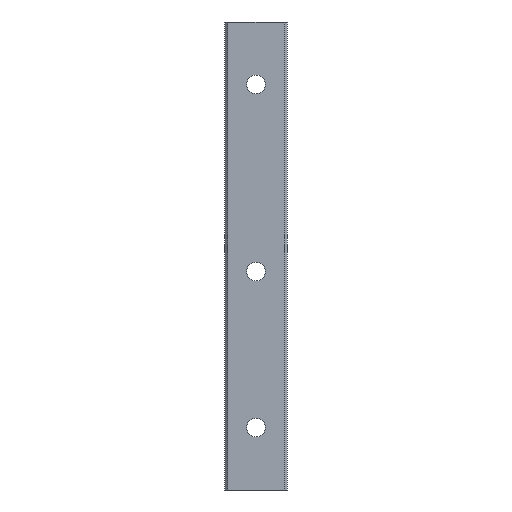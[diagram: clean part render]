
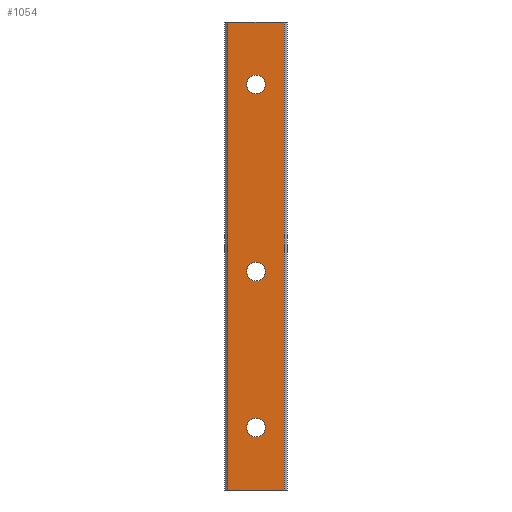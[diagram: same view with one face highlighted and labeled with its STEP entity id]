
A CAD part, front view. The second image highlights one B-rep face of the part: STEP entity #1054.
In plain terms, the highlighted planar face has unit normal (0, -1, 0).
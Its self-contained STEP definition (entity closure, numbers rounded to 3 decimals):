
#51 = ORIENTED_EDGE ( 'NONE', *, *, #1218, .F. ) ;
#64 = EDGE_CURVE ( 'NONE', #347, #1505, #1399, .T. ) ;
#78 = EDGE_CURVE ( 'NONE', #1378, #1911, #1261, .T. ) ;
#103 = EDGE_CURVE ( 'NONE', #220, #1816, #1761, .T. ) ;
#127 = CARTESIAN_POINT ( 'NONE',  ( -9., -14., 75. ) ) ;
#143 = CARTESIAN_POINT ( 'NONE',  ( 0., -14., -55. ) ) ;
#147 = EDGE_CURVE ( 'NONE', #1505, #347, #448, .T. ) ;
#208 = EDGE_CURVE ( 'NONE', #1695, #1154, #1000, .T. ) ;
#215 = DIRECTION ( 'NONE',  ( 0., 0., 1. ) ) ;
#220 = VERTEX_POINT ( 'NONE', #1344 ) ;
#223 = ORIENTED_EDGE ( 'NONE', *, *, #103, .T. ) ;
#245 = ORIENTED_EDGE ( 'NONE', *, *, #389, .T. ) ;
#254 = AXIS2_PLACEMENT_3D ( 'NONE', #986, #371, #1297 ) ;
#262 = CIRCLE ( 'NONE', #680, 3. ) ;
#298 = VERTEX_POINT ( 'NONE', #908 ) ;
#310 = VECTOR ( 'NONE', #1003, 1000. ) ;
#315 = CIRCLE ( 'NONE', #866, 3. ) ;
#327 = CARTESIAN_POINT ( 'NONE',  ( 0., -14., 52. ) ) ;
#347 = VERTEX_POINT ( 'NONE', #1367 ) ;
#371 = DIRECTION ( 'NONE',  ( 0., 1., 0. ) ) ;
#373 = DIRECTION ( 'NONE',  ( 0., 0., -1. ) ) ;
#378 = CARTESIAN_POINT ( 'NONE',  ( -9., -14., 75. ) ) ;
#389 = EDGE_CURVE ( 'NONE', #1911, #1378, #315, .T. ) ;
#448 = CIRCLE ( 'NONE', #1753, 3. ) ;
#503 = DIRECTION ( 'NONE',  ( 0., 0., 1. ) ) ;
#546 = VERTEX_POINT ( 'NONE', #1736 ) ;
#554 = ORIENTED_EDGE ( 'NONE', *, *, #78, .T. ) ;
#555 = EDGE_CURVE ( 'NONE', #546, #298, #906, .T. ) ;
#596 = ORIENTED_EDGE ( 'NONE', *, *, #147, .T. ) ;
#602 = EDGE_LOOP ( 'NONE', ( #554, #245 ) ) ;
#612 = LINE ( 'NONE', #689, #310 ) ;
#663 = FACE_BOUND ( 'NONE', #1885, .T. ) ;
#680 = AXIS2_PLACEMENT_3D ( 'NONE', #1423, #1869, #503 ) ;
#689 = CARTESIAN_POINT ( 'NONE',  ( 9., -14., 75. ) ) ;
#698 = CARTESIAN_POINT ( 'NONE',  ( 0., -14., 55. ) ) ;
#706 = ORIENTED_EDGE ( 'NONE', *, *, #208, .F. ) ;
#718 = ORIENTED_EDGE ( 'NONE', *, *, #1062, .T. ) ;
#742 = EDGE_LOOP ( 'NONE', ( #1216, #596 ) ) ;
#756 = FACE_BOUND ( 'NONE', #602, .T. ) ;
#761 = CARTESIAN_POINT ( 'NONE',  ( 0., -14., -52. ) ) ;
#778 = DIRECTION ( 'NONE',  ( 0., 0., 1. ) ) ;
#801 = DIRECTION ( 'NONE',  ( 0., 1., 0. ) ) ;
#830 = DIRECTION ( 'NONE',  ( 0., 0., 1. ) ) ;
#846 = DIRECTION ( 'NONE',  ( 0., 1., 0. ) ) ;
#866 = AXIS2_PLACEMENT_3D ( 'NONE', #143, #1678, #778 ) ;
#876 = CARTESIAN_POINT ( 'NONE',  ( 9., -14., -75. ) ) ;
#906 = CIRCLE ( 'NONE', #1547, 3. ) ;
#908 = CARTESIAN_POINT ( 'NONE',  ( 0., -14., -8. ) ) ;
#975 = AXIS2_PLACEMENT_3D ( 'NONE', #698, #978, #830 ) ;
#977 = DIRECTION ( 'NONE',  ( 0., 0., 1. ) ) ;
#978 = DIRECTION ( 'NONE',  ( 0., 1., 0. ) ) ;
#986 = CARTESIAN_POINT ( 'NONE',  ( 0., -14., -55. ) ) ;
#996 = FACE_OUTER_BOUND ( 'NONE', #1786, .T. ) ;
#1000 = LINE ( 'NONE', #127, #1150 ) ;
#1003 = DIRECTION ( 'NONE',  ( 0., 0., -1. ) ) ;
#1018 = VECTOR ( 'NONE', #373, 1000. ) ;
#1026 = DIRECTION ( 'NONE',  ( 1., 0., 0. ) ) ;
#1046 = FACE_BOUND ( 'NONE', #742, .T. ) ;
#1054 = ADVANCED_FACE ( 'NONE', ( #663, #756, #1046, #996 ), #1570, .F. ) ;
#1062 = EDGE_CURVE ( 'NONE', #298, #546, #262, .T. ) ;
#1140 = CARTESIAN_POINT ( 'NONE',  ( -9., -14., -75. ) ) ;
#1150 = VECTOR ( 'NONE', #1026, 1000. ) ;
#1154 = VERTEX_POINT ( 'NONE', #1871 ) ;
#1194 = EDGE_CURVE ( 'NONE', #1695, #220, #1328, .T. ) ;
#1216 = ORIENTED_EDGE ( 'NONE', *, *, #64, .T. ) ;
#1218 = EDGE_CURVE ( 'NONE', #1154, #1816, #612, .T. ) ;
#1261 = CIRCLE ( 'NONE', #254, 3. ) ;
#1282 = CARTESIAN_POINT ( 'NONE',  ( -9., -14., 75. ) ) ;
#1297 = DIRECTION ( 'NONE',  ( 0., 0., 1. ) ) ;
#1328 = LINE ( 'NONE', #1282, #1018 ) ;
#1344 = CARTESIAN_POINT ( 'NONE',  ( -9., -14., -75. ) ) ;
#1367 = CARTESIAN_POINT ( 'NONE',  ( 0., -14., 58. ) ) ;
#1378 = VERTEX_POINT ( 'NONE', #761 ) ;
#1399 = CIRCLE ( 'NONE', #975, 3. ) ;
#1423 = CARTESIAN_POINT ( 'NONE',  ( 0., -14., -5. ) ) ;
#1505 = VERTEX_POINT ( 'NONE', #327 ) ;
#1534 = AXIS2_PLACEMENT_3D ( 'NONE', #1578, #801, #977 ) ;
#1547 = AXIS2_PLACEMENT_3D ( 'NONE', #1903, #846, #215 ) ;
#1548 = ORIENTED_EDGE ( 'NONE', *, *, #555, .T. ) ;
#1570 = PLANE ( 'NONE',  #1534 ) ;
#1578 = CARTESIAN_POINT ( 'NONE',  ( -9., -14., 75. ) ) ;
#1580 = DIRECTION ( 'NONE',  ( 0., 1., 0. ) ) ;
#1584 = DIRECTION ( 'NONE',  ( 1., 0., 0. ) ) ;
#1665 = VECTOR ( 'NONE', #1584, 1000. ) ;
#1678 = DIRECTION ( 'NONE',  ( 0., 1., 0. ) ) ;
#1695 = VERTEX_POINT ( 'NONE', #378 ) ;
#1700 = ORIENTED_EDGE ( 'NONE', *, *, #1194, .T. ) ;
#1734 = DIRECTION ( 'NONE',  ( 0., 0., 1. ) ) ;
#1736 = CARTESIAN_POINT ( 'NONE',  ( 0., -14., -2. ) ) ;
#1749 = CARTESIAN_POINT ( 'NONE',  ( 0., -14., 55. ) ) ;
#1753 = AXIS2_PLACEMENT_3D ( 'NONE', #1749, #1580, #1734 ) ;
#1761 = LINE ( 'NONE', #1140, #1665 ) ;
#1786 = EDGE_LOOP ( 'NONE', ( #223, #51, #706, #1700 ) ) ;
#1815 = CARTESIAN_POINT ( 'NONE',  ( 0., -14., -58. ) ) ;
#1816 = VERTEX_POINT ( 'NONE', #876 ) ;
#1869 = DIRECTION ( 'NONE',  ( 0., 1., 0. ) ) ;
#1871 = CARTESIAN_POINT ( 'NONE',  ( 9., -14., 75. ) ) ;
#1885 = EDGE_LOOP ( 'NONE', ( #1548, #718 ) ) ;
#1903 = CARTESIAN_POINT ( 'NONE',  ( 0., -14., -5. ) ) ;
#1911 = VERTEX_POINT ( 'NONE', #1815 ) ;
